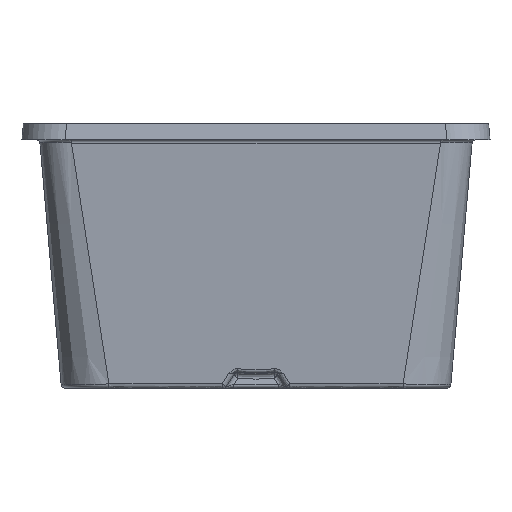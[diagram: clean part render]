
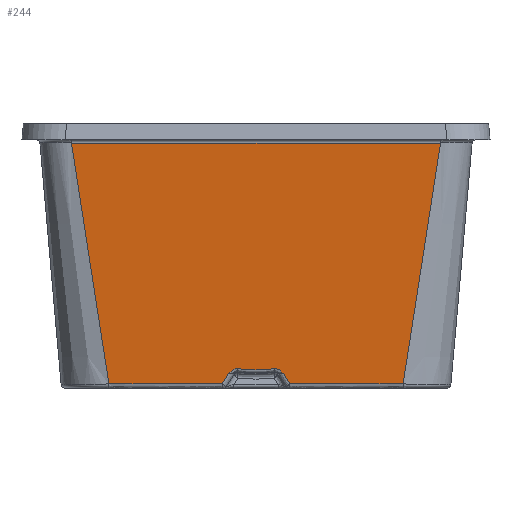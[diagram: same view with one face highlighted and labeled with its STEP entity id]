
A CAD part, front view. The second image highlights one B-rep face of the part: STEP entity #244.
In plain terms, the highlighted planar face has unit normal (0, -0.996, -0.087).
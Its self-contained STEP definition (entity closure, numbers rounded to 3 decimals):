
#50=ELLIPSE('',#1406,141.892,140.145);
#63=PLANE('',#1413);
#244=ADVANCED_FACE('',(#368),#63,.T.);
#368=FACE_OUTER_BOUND('',#460,.T.);
#460=EDGE_LOOP('',(#844,#845,#846,#847,#848,#849,#850,#851,#852,#853,#854,
#855));
#844=ORIENTED_EDGE('',*,*,#1201,.T.);
#845=ORIENTED_EDGE('',*,*,#1190,.T.);
#846=ORIENTED_EDGE('',*,*,#1216,.F.);
#847=ORIENTED_EDGE('',*,*,#1217,.F.);
#848=ORIENTED_EDGE('',*,*,#1191,.T.);
#849=ORIENTED_EDGE('',*,*,#1193,.T.);
#850=ORIENTED_EDGE('',*,*,#1195,.T.);
#851=ORIENTED_EDGE('',*,*,#1197,.T.);
#852=ORIENTED_EDGE('',*,*,#1198,.T.);
#853=ORIENTED_EDGE('',*,*,#1199,.T.);
#854=ORIENTED_EDGE('',*,*,#1200,.T.);
#855=ORIENTED_EDGE('',*,*,#1202,.T.);
#926=VERTEX_POINT('',#1826);
#927=VERTEX_POINT('',#1904);
#985=VERTEX_POINT('',#3198);
#990=VERTEX_POINT('',#3296);
#991=VERTEX_POINT('',#3361);
#998=VERTEX_POINT('',#3481);
#1015=VERTEX_POINT('',#3750);
#1016=VERTEX_POINT('',#3766);
#1017=VERTEX_POINT('',#3808);
#1018=VERTEX_POINT('',#3849);
#1019=VERTEX_POINT('',#3955);
#1027=VERTEX_POINT('',#4322);
#1190=EDGE_CURVE('',#998,#1015,#1309,.T.);
#1191=EDGE_CURVE('',#1016,#926,#1310,.T.);
#1193=EDGE_CURVE('',#926,#985,#1311,.T.);
#1195=EDGE_CURVE('',#985,#1017,#1312,.T.);
#1197=EDGE_CURVE('',#1017,#1018,#50,.T.);
#1198=EDGE_CURVE('',#1018,#990,#1313,.T.);
#1199=EDGE_CURVE('',#990,#927,#1314,.T.);
#1200=EDGE_CURVE('',#927,#991,#1315,.T.);
#1201=EDGE_CURVE('',#1019,#998,#1316,.T.);
#1202=EDGE_CURVE('',#991,#1019,#1317,.T.);
#1216=EDGE_CURVE('',#1027,#1015,#1326,.T.);
#1217=EDGE_CURVE('',#1016,#1027,#1327,.T.);
#1309=B_SPLINE_CURVE_WITH_KNOTS('',3,(#3751,#3752,#3753,#3754,#3755,#3756,
#3757,#3758,#3759,#3760),.UNSPECIFIED.,.F.,.F.,(4,2,2,2,4),(0.,0.02,
0.101,0.423,1.),.UNSPECIFIED.);
#1310=B_SPLINE_CURVE_WITH_KNOTS('',3,(#3762,#3763,#3764,#3765),
 .UNSPECIFIED.,.F.,.F.,(4,4),(0.,1.),.UNSPECIFIED.);
#1311=B_SPLINE_CURVE_WITH_KNOTS('',3,(#3789,#3790,#3791,#3792,#3793,#3794),
 .UNSPECIFIED.,.F.,.F.,(4,2,4),(0.,0.832,1.),.UNSPECIFIED.);
#1312=B_SPLINE_CURVE_WITH_KNOTS('',3,(#3809,#3810,#3811,#3812,#3813,#3814,
#3815,#3816,#3817,#3818,#3819,#3820,#3821,#3822,#3823),.UNSPECIFIED.,.F.,
 .F.,(4,1,2,2,2,2,2,4),(0.,0.031,0.047,0.062,
0.125,0.25,0.5,1.),.UNSPECIFIED.);
#1313=B_SPLINE_CURVE_WITH_KNOTS('',3,(#3863,#3864,#3865,#3866,#3867,#3868,
#3869,#3870,#3871,#3872,#3873,#3874),.UNSPECIFIED.,.F.,.F.,(4,2,2,2,2,4),
(0.,0.25,0.5,0.625,0.75,
1.),.UNSPECIFIED.);
#1314=B_SPLINE_CURVE_WITH_KNOTS('',3,(#3899,#3900,#3901,#3902,#3903,#3904),
 .UNSPECIFIED.,.F.,.F.,(4,2,4),(0.,0.541,1.),.UNSPECIFIED.);
#1315=B_SPLINE_CURVE_WITH_KNOTS('',3,(#3926,#3927,#3928,#3929),
 .UNSPECIFIED.,.F.,.F.,(4,4),(0.,1.),.UNSPECIFIED.);
#1316=B_SPLINE_CURVE_WITH_KNOTS('',3,(#3951,#3952,#3953,#3954),
 .UNSPECIFIED.,.F.,.F.,(4,4),(0.,1.),.UNSPECIFIED.);
#1317=B_SPLINE_CURVE_WITH_KNOTS('',3,(#3956,#3957,#3958,#3959),
 .UNSPECIFIED.,.F.,.F.,(4,4),(0.,1.),.UNSPECIFIED.);
#1326=B_SPLINE_CURVE_WITH_KNOTS('',3,(#4318,#4319,#4320,#4321),
 .UNSPECIFIED.,.F.,.F.,(4,4),(0.,1.),.UNSPECIFIED.);
#1327=B_SPLINE_CURVE_WITH_KNOTS('',3,(#4323,#4324,#4325,#4326),
 .UNSPECIFIED.,.F.,.F.,(4,4),(0.,1.),.UNSPECIFIED.);
#1406=AXIS2_PLACEMENT_3D('',#3850,#1567,#1568);
#1413=AXIS2_PLACEMENT_3D('',#4327,#1582,#1583);
#1567=DIRECTION('',(0.,-0.996,-0.087));
#1568=DIRECTION('',(0.,-0.087,0.996));
#1582=DIRECTION('',(0.,-0.996,-0.087));
#1583=DIRECTION('',(0.,-0.087,0.996));
#1826=CARTESIAN_POINT('',(-27.217,-398.95,-210.348));
#1904=CARTESIAN_POINT('',(27.217,-398.95,-210.348));
#3198=CARTESIAN_POINT('',(-22.135,-399.662,-202.215));
#3296=CARTESIAN_POINT('',(22.135,-399.662,-202.215));
#3361=CARTESIAN_POINT('',(118.785,-398.95,-210.349));
#3481=CARTESIAN_POINT('',(148.985,-415.977,-15.739));
#3750=CARTESIAN_POINT('',(-148.985,-415.977,-15.739));
#3751=CARTESIAN_POINT('',(148.985,-415.977,-15.739));
#3752=CARTESIAN_POINT('',(146.985,-415.977,-15.739));
#3753=CARTESIAN_POINT('',(144.985,-415.977,-15.739));
#3754=CARTESIAN_POINT('',(134.985,-415.977,-15.739));
#3755=CARTESIAN_POINT('',(126.985,-415.977,-15.739));
#3756=CARTESIAN_POINT('',(86.985,-415.977,-15.739));
#3757=CARTESIAN_POINT('',(54.985,-415.977,-15.739));
#3758=CARTESIAN_POINT('',(-34.338,-415.977,-15.739));
#3759=CARTESIAN_POINT('',(-91.662,-415.977,-15.739));
#3760=CARTESIAN_POINT('',(-148.985,-415.977,-15.739));
#3762=CARTESIAN_POINT('',(-118.785,-398.95,-210.349));
#3763=CARTESIAN_POINT('',(-88.178,-398.95,-210.349));
#3764=CARTESIAN_POINT('',(-57.656,-398.95,-210.349));
#3765=CARTESIAN_POINT('',(-27.217,-398.95,-210.348));
#3766=CARTESIAN_POINT('',(-118.785,-398.95,-210.349));
#3789=CARTESIAN_POINT('',(-27.217,-398.95,-210.348));
#3790=CARTESIAN_POINT('',(-25.808,-399.148,-208.093));
#3791=CARTESIAN_POINT('',(-24.399,-399.345,-205.838));
#3792=CARTESIAN_POINT('',(-22.705,-399.582,-203.127));
#3793=CARTESIAN_POINT('',(-22.42,-399.622,-202.671));
#3794=CARTESIAN_POINT('',(-22.135,-399.662,-202.215));
#3808=CARTESIAN_POINT('',(-14.641,-400.028,-198.037));
#3809=CARTESIAN_POINT('',(-22.135,-399.662,-202.215));
#3810=CARTESIAN_POINT('',(-22.029,-399.673,-202.091));
#3811=CARTESIAN_POINT('',(-21.905,-399.686,-201.946));
#3812=CARTESIAN_POINT('',(-21.83,-399.693,-201.859));
#3813=CARTESIAN_POINT('',(-21.792,-399.697,-201.814));
#3814=CARTESIAN_POINT('',(-21.805,-399.696,-201.829));
#3815=CARTESIAN_POINT('',(-21.632,-399.713,-201.628));
#3816=CARTESIAN_POINT('',(-21.535,-399.723,-201.516));
#3817=CARTESIAN_POINT('',(-21.137,-399.763,-201.063));
#3818=CARTESIAN_POINT('',(-20.922,-399.784,-200.826));
#3819=CARTESIAN_POINT('',(-20.083,-399.859,-199.968));
#3820=CARTESIAN_POINT('',(-19.562,-399.899,-199.511));
#3821=CARTESIAN_POINT('',(-17.661,-400.006,-198.28));
#3822=CARTESIAN_POINT('',(-16.134,-400.041,-197.878));
#3823=CARTESIAN_POINT('',(-14.641,-400.028,-198.037));
#3849=CARTESIAN_POINT('',(14.641,-400.028,-198.037));
#3850=CARTESIAN_POINT('',(0.,-412.327,-57.458));
#3863=CARTESIAN_POINT('',(14.641,-400.028,-198.037));
#3864=CARTESIAN_POINT('',(15.387,-400.035,-197.957));
#3865=CARTESIAN_POINT('',(16.153,-400.029,-198.019));
#3866=CARTESIAN_POINT('',(17.598,-399.997,-198.384));
#3867=CARTESIAN_POINT('',(18.328,-399.969,-198.712));
#3868=CARTESIAN_POINT('',(19.228,-399.918,-199.295));
#3869=CARTESIAN_POINT('',(19.563,-399.895,-199.549));
#3870=CARTESIAN_POINT('',(20.09,-399.856,-199.998));
#3871=CARTESIAN_POINT('',(20.395,-399.831,-200.287));
#3872=CARTESIAN_POINT('',(21.137,-399.764,-201.046));
#3873=CARTESIAN_POINT('',(21.65,-399.712,-201.647));
#3874=CARTESIAN_POINT('',(22.135,-399.662,-202.215));
#3899=CARTESIAN_POINT('',(22.135,-399.662,-202.215));
#3900=CARTESIAN_POINT('',(23.052,-399.534,-203.682));
#3901=CARTESIAN_POINT('',(23.969,-399.405,-205.149));
#3902=CARTESIAN_POINT('',(25.663,-399.168,-207.861));
#3903=CARTESIAN_POINT('',(26.44,-399.059,-209.105));
#3904=CARTESIAN_POINT('',(27.217,-398.95,-210.348));
#3926=CARTESIAN_POINT('',(27.217,-398.95,-210.348));
#3927=CARTESIAN_POINT('',(57.805,-398.95,-210.349));
#3928=CARTESIAN_POINT('',(88.328,-398.95,-210.349));
#3929=CARTESIAN_POINT('',(118.785,-398.95,-210.349));
#3951=CARTESIAN_POINT('',(125.795,-402.902,-165.178));
#3952=CARTESIAN_POINT('',(133.525,-407.26,-115.365));
#3953=CARTESIAN_POINT('',(141.255,-411.619,-65.552));
#3954=CARTESIAN_POINT('',(148.985,-415.977,-15.739));
#3955=CARTESIAN_POINT('',(125.795,-402.902,-165.178));
#3956=CARTESIAN_POINT('',(118.785,-398.95,-210.349));
#3957=CARTESIAN_POINT('',(121.122,-400.268,-195.292));
#3958=CARTESIAN_POINT('',(123.459,-401.585,-180.235));
#3959=CARTESIAN_POINT('',(125.795,-402.902,-165.178));
#4318=CARTESIAN_POINT('',(-125.795,-402.902,-165.178));
#4319=CARTESIAN_POINT('',(-133.525,-407.26,-115.365));
#4320=CARTESIAN_POINT('',(-141.255,-411.619,-65.552));
#4321=CARTESIAN_POINT('',(-148.985,-415.977,-15.739));
#4322=CARTESIAN_POINT('',(-125.795,-402.902,-165.178));
#4323=CARTESIAN_POINT('',(-118.785,-398.95,-210.349));
#4324=CARTESIAN_POINT('',(-121.122,-400.268,-195.292));
#4325=CARTESIAN_POINT('',(-123.459,-401.585,-180.235));
#4326=CARTESIAN_POINT('',(-125.795,-402.902,-165.178));
#4327=CARTESIAN_POINT('',(162.5,-417.947,6.78));
